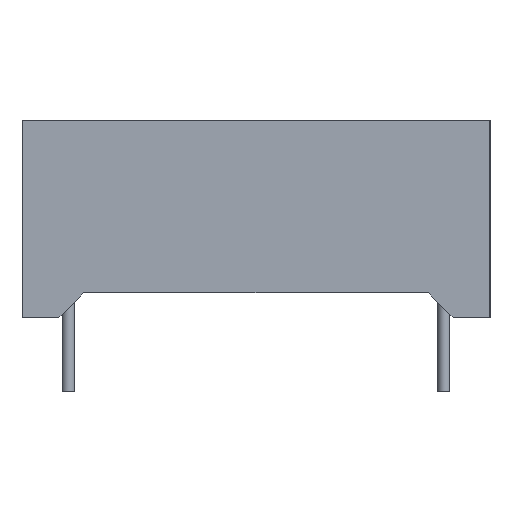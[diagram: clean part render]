
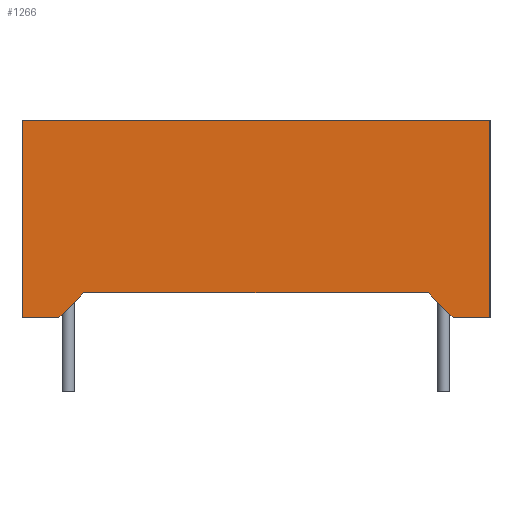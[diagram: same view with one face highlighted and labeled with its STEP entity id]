
A CAD part, left-side view. The second image highlights one B-rep face of the part: STEP entity #1266.
In plain terms, the highlighted planar face has unit normal (-1, 0, 0).
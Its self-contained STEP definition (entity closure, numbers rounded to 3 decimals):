
#89=PLANE('',#1376);
#161=FACE_OUTER_BOUND('',#251,.T.);
#251=EDGE_LOOP('',(#1094,#1095,#1096,#1097,#1098,#1099,#1100,#1101));
#272=LINE('',#1806,#404);
#280=LINE('',#1824,#412);
#282=LINE('',#1828,#414);
#287=LINE('',#1837,#419);
#300=LINE('',#1861,#432);
#309=LINE('',#1879,#441);
#383=LINE('',#2030,#515);
#385=LINE('',#2035,#517);
#404=VECTOR('',#1499,10.);
#412=VECTOR('',#1511,10.);
#414=VECTOR('',#1515,10.);
#419=VECTOR('',#1522,10.);
#432=VECTOR('',#1543,10.);
#441=VECTOR('',#1562,10.);
#515=VECTOR('',#1692,10.);
#517=VECTOR('',#1700,10.);
#572=VERTEX_POINT('',#1803);
#573=VERTEX_POINT('',#1805);
#580=VERTEX_POINT('',#1821);
#581=VERTEX_POINT('',#1823);
#582=VERTEX_POINT('',#1827);
#585=VERTEX_POINT('',#1835);
#596=VERTEX_POINT('',#1878);
#645=VERTEX_POINT('',#2029);
#688=EDGE_CURVE('',#573,#572,#272,.T.);
#696=EDGE_CURVE('',#581,#580,#280,.T.);
#698=EDGE_CURVE('',#581,#582,#282,.T.);
#703=EDGE_CURVE('',#585,#572,#287,.T.);
#716=EDGE_CURVE('',#580,#573,#300,.T.);
#725=EDGE_CURVE('',#596,#582,#309,.T.);
#799=EDGE_CURVE('',#645,#596,#383,.T.);
#801=EDGE_CURVE('',#645,#585,#385,.T.);
#1094=ORIENTED_EDGE('',*,*,#688,.T.);
#1095=ORIENTED_EDGE('',*,*,#703,.F.);
#1096=ORIENTED_EDGE('',*,*,#801,.F.);
#1097=ORIENTED_EDGE('',*,*,#799,.T.);
#1098=ORIENTED_EDGE('',*,*,#725,.T.);
#1099=ORIENTED_EDGE('',*,*,#698,.F.);
#1100=ORIENTED_EDGE('',*,*,#696,.T.);
#1101=ORIENTED_EDGE('',*,*,#716,.T.);
#1266=ADVANCED_FACE('',(#161),#89,.T.);
#1376=AXIS2_PLACEMENT_3D('',#2034,#1698,#1699);
#1499=DIRECTION('',(0.,-0.707,-0.707));
#1511=DIRECTION('',(0.,-0.707,0.707));
#1515=DIRECTION('',(0.,1.,0.));
#1522=DIRECTION('',(0.,1.,0.));
#1543=DIRECTION('',(0.,-1.,0.));
#1562=DIRECTION('',(0.,0.,-1.));
#1692=DIRECTION('',(0.,1.,0.));
#1698=DIRECTION('center_axis',(-1.,0.,0.));
#1699=DIRECTION('ref_axis',(0.,1.,0.));
#1700=DIRECTION('',(0.,0.,-1.));
#1803=CARTESIAN_POINT('',(-18.75,-8.,-8.));
#1805=CARTESIAN_POINT('',(-18.75,-7.,-7.));
#1806=CARTESIAN_POINT('',(-18.75,-5.875,-5.875));
#1821=CARTESIAN_POINT('',(-18.75,7.,-7.));
#1823=CARTESIAN_POINT('',(-18.75,8.,-8.));
#1824=CARTESIAN_POINT('',(-18.75,1.625,-1.625));
#1827=CARTESIAN_POINT('',(-18.75,9.5,-8.));
#1828=CARTESIAN_POINT('',(-18.75,-9.5,-8.));
#1835=CARTESIAN_POINT('',(-18.75,-9.5,-8.));
#1837=CARTESIAN_POINT('',(-18.75,-9.5,-8.));
#1861=CARTESIAN_POINT('',(-18.75,-1.25,-7.));
#1878=CARTESIAN_POINT('',(-18.75,9.5,0.));
#1879=CARTESIAN_POINT('',(-18.75,9.5,0.));
#2029=CARTESIAN_POINT('',(-18.75,-9.5,0.));
#2030=CARTESIAN_POINT('',(-18.75,-9.5,0.));
#2034=CARTESIAN_POINT('Origin',(-18.75,-9.5,0.));
#2035=CARTESIAN_POINT('',(-18.75,-9.5,0.));
